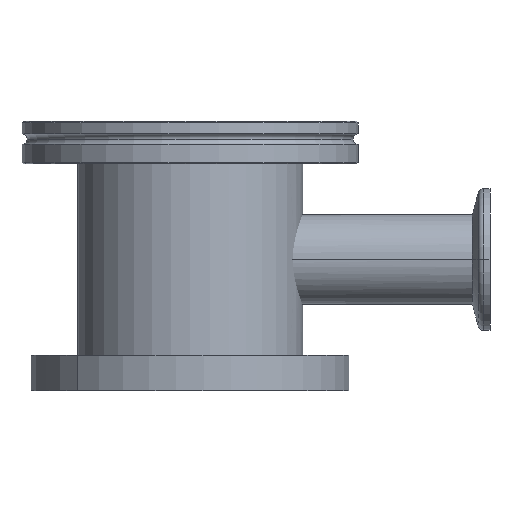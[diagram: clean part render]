
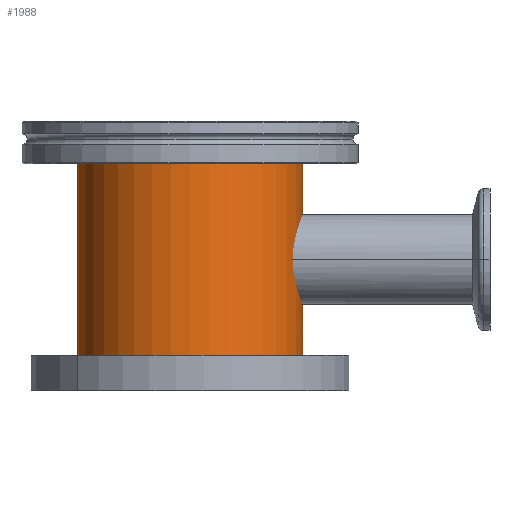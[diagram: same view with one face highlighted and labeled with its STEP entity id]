
A CAD part, left-side view. The second image highlights one B-rep face of the part: STEP entity #1988.
In plain terms, the highlighted cylindrical face has radius 31.75 mm (diameter 63.5 mm), a partial arc.
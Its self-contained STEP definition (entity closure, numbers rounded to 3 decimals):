
#39 = ORIENTED_EDGE ( 'NONE', *, *, #1849, .F. ) ;
#78 = VECTOR ( 'NONE', #1937, 1000. ) ;
#107 = CARTESIAN_POINT ( 'NONE',  ( -6.744, 47.783, -31.031 ) ) ;
#111 = DIRECTION ( 'NONE',  ( 0., -1., 0. ) ) ;
#121 = CARTESIAN_POINT ( 'NONE',  ( -11.05, 39., -29.765 ) ) ;
#130 = CARTESIAN_POINT ( 'NONE',  ( -2.889, 28.309, -31.626 ) ) ;
#161 = CARTESIAN_POINT ( 'NONE',  ( -0.725, 27.968, -31.744 ) ) ;
#313 = ORIENTED_EDGE ( 'NONE', *, *, #2233, .F. ) ;
#334 = VERTEX_POINT ( 'NONE', #1034 ) ;
#338 = CARTESIAN_POINT ( 'NONE',  ( -9.379, 44.854, -30.334 ) ) ;
#372 = CARTESIAN_POINT ( 'NONE',  ( -9.906, 34.09, -30.166 ) ) ;
#407 = CARTESIAN_POINT ( 'NONE',  ( -8.314, 31.712, -30.643 ) ) ;
#518 = CIRCLE ( 'NONE', #2646, 31.75 ) ;
#543 = CARTESIAN_POINT ( 'NONE',  ( -5.551, 48.581, -31.267 ) ) ;
#552 = CARTESIAN_POINT ( 'NONE',  ( -1.815, 28.094, -31.7 ) ) ;
#588 = CARTESIAN_POINT ( 'NONE',  ( -3.58, 28.521, -31.555 ) ) ;
#601 = CARTESIAN_POINT ( 'NONE',  ( -8.769, 32.266, -30.516 ) ) ;
#672 = CARTESIAN_POINT ( 'NONE',  ( 0., 88., 0. ) ) ;
#681 = CARTESIAN_POINT ( 'NONE',  ( 0., 76., 31.75 ) ) ;
#724 = CARTESIAN_POINT ( 'NONE',  ( -3.57, 49.464, -31.551 ) ) ;
#737 = CARTESIAN_POINT ( 'NONE',  ( -2.874, 49.676, -31.622 ) ) ;
#740 = LINE ( 'NONE', #1644, #2641 ) ;
#801 = EDGE_CURVE ( 'NONE', #1804, #1917, #1820, .T. ) ;
#826 = DIRECTION ( 'NONE',  ( 0., -1., 0. ) ) ;
#849 = CYLINDRICAL_SURFACE ( 'NONE', #1498, 31.75 ) ;
#876 = LINE ( 'NONE', #2401, #78 ) ;
#882 = CARTESIAN_POINT ( 'NONE',  ( 0., 6.5, 31.75 ) ) ;
#960 = CARTESIAN_POINT ( 'NONE',  ( -4.919, 48.921, -31.374 ) ) ;
#972 = CARTESIAN_POINT ( 'NONE',  ( -10.979, 40.45, -29.792 ) ) ;
#986 = AXIS2_PLACEMENT_3D ( 'NONE', #2207, #2037, #2232 ) ;
#1013 = CARTESIAN_POINT ( 'NONE',  ( -4.909, 29.094, -31.37 ) ) ;
#1032 = CARTESIAN_POINT ( 'NONE',  ( 0., 88., -31.75 ) ) ;
#1033 = CARTESIAN_POINT ( 'NONE',  ( -8.071, 31.444, -30.708 ) ) ;
#1034 = CARTESIAN_POINT ( 'NONE',  ( 0., 6.5, -31.75 ) ) ;
#1040 = EDGE_CURVE ( 'NONE', #2572, #2086, #740, .T. ) ;
#1050 = CARTESIAN_POINT ( 'NONE',  ( -1.45, 28.039, -31.719 ) ) ;
#1103 = FACE_OUTER_BOUND ( 'NONE', #1149, .T. ) ;
#1149 = EDGE_LOOP ( 'NONE', ( #1743, #1162, #1587, #313, #2721, #1220, #39 ) ) ;
#1162 = ORIENTED_EDGE ( 'NONE', *, *, #2398, .T. ) ;
#1181 = CARTESIAN_POINT ( 'NONE',  ( -8.776, 45.754, -30.516 ) ) ;
#1192 = CARTESIAN_POINT ( 'NONE',  ( -11.05, 39., -29.765 ) ) ;
#1203 = CARTESIAN_POINT ( 'NONE',  ( 0., 50.05, -31.75 ) ) ;
#1214 = CARTESIAN_POINT ( 'NONE',  ( -11.05, 39., -29.765 ) ) ;
#1216 = CARTESIAN_POINT ( 'NONE',  ( -3.916, 49.339, -31.509 ) ) ;
#1220 = ORIENTED_EDGE ( 'NONE', *, *, #2667, .T. ) ;
#1261 = CARTESIAN_POINT ( 'NONE',  ( -10.959, 37.539, -29.799 ) ) ;
#1274 = CARTESIAN_POINT ( 'NONE',  ( -9.38, 33.148, -30.334 ) ) ;
#1278 = B_SPLINE_CURVE_WITH_KNOTS ( 'NONE', 3,
 ( #1192, #1844, #972, #2036, #1435, #2481, #2678, #1631, #1391, #1833, #338, #1181, #2692, #2047, #107, #543, #960, #1216, #724, #737, #1818, #2060, #1640, #1203 ),
 .UNSPECIFIED., .F., .F.,
 ( 4, 2, 2, 2, 2, 2, 2, 2, 2, 2, 2, 4 ),
 ( 0.052, 0.054, 0.055, 0.057, 0.058, 0.059, 0.061, 0.063, 0.065, 0.066, 0.067, 0.07 ),
 .UNSPECIFIED. ) ;
#1391 = CARTESIAN_POINT ( 'NONE',  ( -9.908, 43.906, -30.165 ) ) ;
#1432 = CARTESIAN_POINT ( 'NONE',  ( -10.481, 35.425, -29.972 ) ) ;
#1435 = CARTESIAN_POINT ( 'NONE',  ( -10.674, 41.88, -29.902 ) ) ;
#1464 = CARTESIAN_POINT ( 'NONE',  ( -4.581, 28.938, -31.42 ) ) ;
#1477 = CARTESIAN_POINT ( 'NONE',  ( -10.062, 34.419, -30.114 ) ) ;
#1498 = AXIS2_PLACEMENT_3D ( 'NONE', #672, #2611, #1742 ) ;
#1507 = DIRECTION ( 'NONE',  ( 0., 0., -1. ) ) ;
#1587 = ORIENTED_EDGE ( 'NONE', *, *, #2584, .T. ) ;
#1631 = CARTESIAN_POINT ( 'NONE',  ( -10.062, 43.58, -30.114 ) ) ;
#1639 = CARTESIAN_POINT ( 'NONE',  ( -11.032, 38.268, -29.772 ) ) ;
#1640 = CARTESIAN_POINT ( 'NONE',  ( -0.736, 50.05, -31.75 ) ) ;
#1644 = CARTESIAN_POINT ( 'NONE',  ( 0., 88., 31.75 ) ) ;
#1684 = CARTESIAN_POINT ( 'NONE',  ( -6.752, 30.224, -31.03 ) ) ;
#1715 = CIRCLE ( 'NONE', #986, 31.75 ) ;
#1742 = DIRECTION ( 'NONE',  ( 0., 0., -1. ) ) ;
#1743 = ORIENTED_EDGE ( 'NONE', *, *, #1040, .F. ) ;
#1804 = VERTEX_POINT ( 'NONE', #2247 ) ;
#1818 = CARTESIAN_POINT ( 'NONE',  ( -2.523, 49.764, -31.652 ) ) ;
#1820 = B_SPLINE_CURVE_WITH_KNOTS ( 'NONE', 3,
 ( #2534, #2101, #161, #1050, #552, #130, #588, #1464, #1013, #1905, #2074, #1684, #2309, #1033, #407, #601, #1875, #1274, #2325, #372, #1477, #1432, #2134, #1920, #1261, #1639, #2280, #1214 ),
 .UNSPECIFIED., .F., .F.,
 ( 4, 2, 2, 2, 2, 2, 2, 2, 2, 2, 2, 2, 2, 4 ),
 ( 0.035, 0.036, 0.037, 0.039, 0.04, 0.041, 0.044, 0.045, 0.046, 0.047, 0.048, 0.05, 0.051, 0.052 ),
 .UNSPECIFIED. ) ;
#1833 = CARTESIAN_POINT ( 'NONE',  ( -9.567, 44.541, -30.275 ) ) ;
#1844 = CARTESIAN_POINT ( 'NONE',  ( -11.05, 39.728, -29.765 ) ) ;
#1849 = EDGE_CURVE ( 'NONE', #2086, #334, #1715, .T. ) ;
#1875 = CARTESIAN_POINT ( 'NONE',  ( -8.982, 32.553, -30.454 ) ) ;
#1878 = CARTESIAN_POINT ( 'NONE',  ( 0., 76., 0. ) ) ;
#1880 = VERTEX_POINT ( 'NONE', #2738 ) ;
#1885 = VECTOR ( 'NONE', #826, 1000. ) ;
#1905 = CARTESIAN_POINT ( 'NONE',  ( -5.549, 29.438, -31.263 ) ) ;
#1917 = VERTEX_POINT ( 'NONE', #121 ) ;
#1920 = CARTESIAN_POINT ( 'NONE',  ( -10.905, 37.179, -29.819 ) ) ;
#1937 = DIRECTION ( 'NONE',  ( 0., -1., 0. ) ) ;
#1988 = ADVANCED_FACE ( 'NONE', ( #1103 ), #849, .T. ) ;
#2036 = CARTESIAN_POINT ( 'NONE',  ( -10.764, 41.523, -29.87 ) ) ;
#2037 = DIRECTION ( 'NONE',  ( 0., -1., 0. ) ) ;
#2047 = CARTESIAN_POINT ( 'NONE',  ( -7.308, 47.319, -30.902 ) ) ;
#2060 = CARTESIAN_POINT ( 'NONE',  ( -1.459, 49.977, -31.724 ) ) ;
#2074 = CARTESIAN_POINT ( 'NONE',  ( -5.858, 29.624, -31.206 ) ) ;
#2086 = VERTEX_POINT ( 'NONE', #882 ) ;
#2101 = CARTESIAN_POINT ( 'NONE',  ( -0.362, 27.95, -31.75 ) ) ;
#2134 = CARTESIAN_POINT ( 'NONE',  ( -10.691, 36.115, -29.896 ) ) ;
#2207 = CARTESIAN_POINT ( 'NONE',  ( 0., 6.5, 0. ) ) ;
#2232 = DIRECTION ( 'NONE',  ( 0., 0., -1. ) ) ;
#2233 = EDGE_CURVE ( 'NONE', #1917, #2265, #1278, .T. ) ;
#2247 = CARTESIAN_POINT ( 'NONE',  ( 0., 27.95, -31.75 ) ) ;
#2265 = VERTEX_POINT ( 'NONE', #2457 ) ;
#2280 = CARTESIAN_POINT ( 'NONE',  ( -11.05, 38.636, -29.765 ) ) ;
#2309 = CARTESIAN_POINT ( 'NONE',  ( -7.305, 30.678, -30.903 ) ) ;
#2325 = CARTESIAN_POINT ( 'NONE',  ( -9.565, 33.455, -30.276 ) ) ;
#2344 = DIRECTION ( 'NONE',  ( 0., -1., 0. ) ) ;
#2398 = EDGE_CURVE ( 'NONE', #2572, #1880, #518, .T. ) ;
#2401 = CARTESIAN_POINT ( 'NONE',  ( 0., 88., -31.75 ) ) ;
#2457 = CARTESIAN_POINT ( 'NONE',  ( 0., 50.05, -31.75 ) ) ;
#2481 = CARTESIAN_POINT ( 'NONE',  ( -10.462, 42.575, -29.977 ) ) ;
#2534 = CARTESIAN_POINT ( 'NONE',  ( 0., 27.95, -31.75 ) ) ;
#2550 = LINE ( 'NONE', #1032, #1885 ) ;
#2572 = VERTEX_POINT ( 'NONE', #681 ) ;
#2584 = EDGE_CURVE ( 'NONE', #1880, #2265, #876, .T. ) ;
#2611 = DIRECTION ( 'NONE',  ( 0., -1., 0. ) ) ;
#2641 = VECTOR ( 'NONE', #111, 1000. ) ;
#2646 = AXIS2_PLACEMENT_3D ( 'NONE', #1878, #2344, #1507 ) ;
#2667 = EDGE_CURVE ( 'NONE', #1804, #334, #2550, .T. ) ;
#2678 = CARTESIAN_POINT ( 'NONE',  ( -10.339, 42.915, -30.02 ) ) ;
#2692 = CARTESIAN_POINT ( 'NONE',  ( -8.321, 46.306, -30.645 ) ) ;
#2721 = ORIENTED_EDGE ( 'NONE', *, *, #801, .F. ) ;
#2738 = CARTESIAN_POINT ( 'NONE',  ( 0., 76., -31.75 ) ) ;
